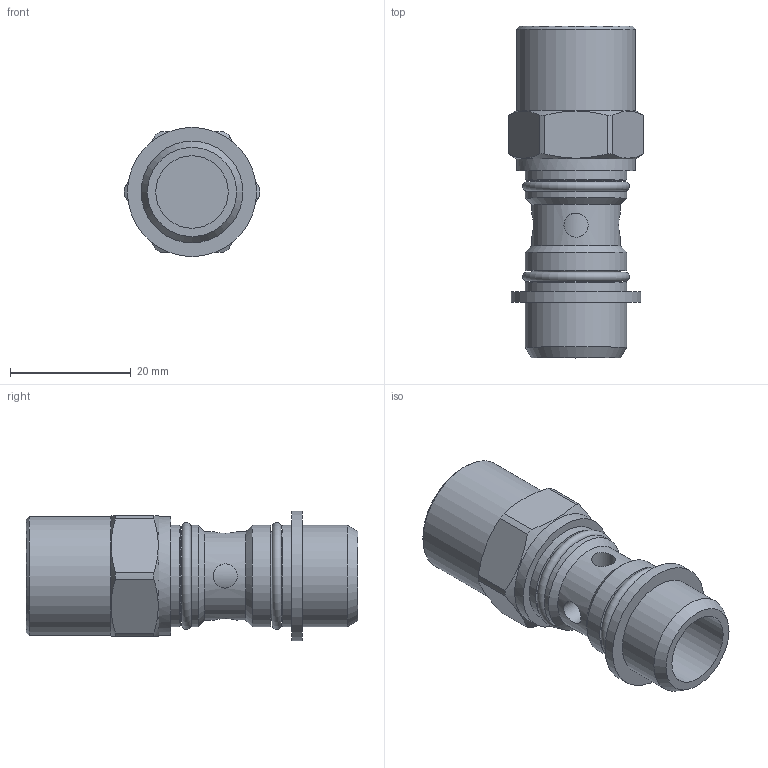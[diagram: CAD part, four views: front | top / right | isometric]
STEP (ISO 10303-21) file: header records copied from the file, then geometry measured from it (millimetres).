
FILE_DESCRIPTION(/* description */ ('STEP AP203'),/* implementation_level */ '2;1');
FILE_NAME(/* name */ '04350B03',/* time_stamp */ '2024-01-19T10:47:25+01:00',/* author */ ('License CC BY-ND 4.0'),/* organization */ ('CADENAS'),/* preprocessor_version */ 'ST-DEVELOPER v19.3',/* originating_system */ 'PARTsolutions',/* authorisation */ ' ');
FILE_SCHEMA (('CONFIG_CONTROL_DESIGN'));
Length unit declared in the file: millimetre
Products named in the file (4): 04350B03; 04350B03_PART3; 04350B03_PART2; 04350B03_PART1
Assembly tree (3 placements, depth 2):
  04350B03
    04350B03_PART3
    04350B03_PART2
    04350B03_PART1
Bounding box: 22.5 x 55 x 21.4 mm (x, y, z)
Volume: 12068.9 mm3; surface area: 5592.5 mm2
Topology: 3 solids, 3 shells, 59 faces, 127 edges, 79 vertices
Faces by surface type: cylinder 29, plane 13, cone 11, torus 6
Full cylindrical faces by diameter (mm): 1.2 x1, 4 x4, 8.566 x1, 12 x1, 14.5 x2, 14.7 x1, 16.85 x5, 19.7 x2, 21.4 x1
Entity records: 1920 total; most frequent: CARTESIAN_POINT 365, DIRECTION 230, ORIENTED_EDGE 158, AXIS2_PLACEMENT_3D 109, FACE_BOUND 102, EDGE_LOOP 100, EDGE_CURVE 79, VERTEX_POINT 69
